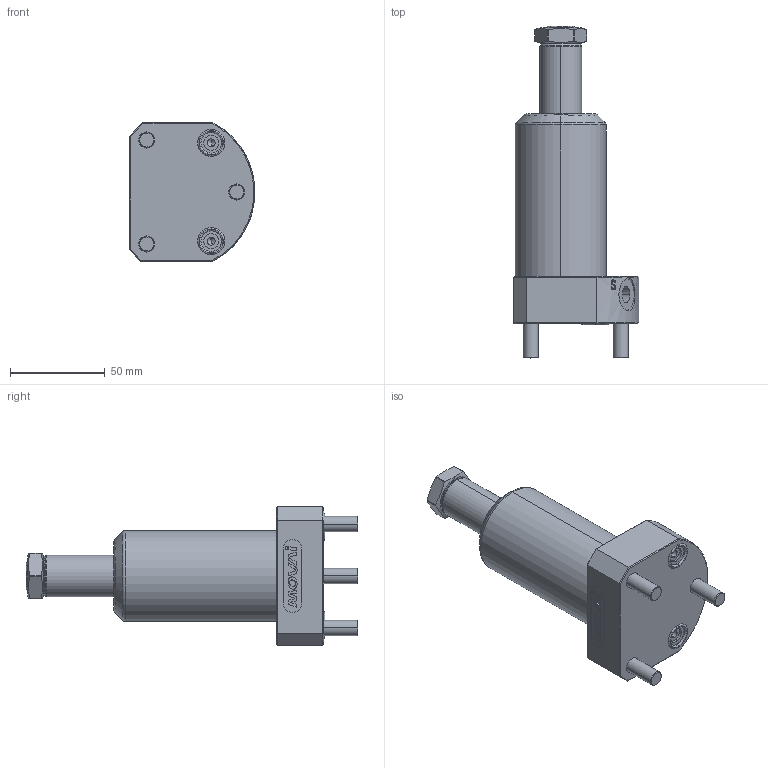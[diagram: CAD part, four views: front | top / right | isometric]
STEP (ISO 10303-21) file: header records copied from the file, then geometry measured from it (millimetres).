
FILE_DESCRIPTION (( 'STEP AP214' ), '1' );
FILE_NAME ('MVI-FI322228-60E.step', '2023-11-02T18:00:10', ( '' ), ( '' ), 'SwSTEP 2.0', 'SolidWorks 2020', '' );
FILE_SCHEMA (( 'AUTOMOTIVE_DESIGN' ));
Length unit declared in the file: millimetre
Products named in the file (1): MVI-FI322228-60E
Bounding box: 66.38 x 175.5 x 73.15 mm (x, y, z)
Volume: 256489.5 mm3; surface area: 45521.2 mm2
Topology: 6 solids, 8 shells, 301 faces, 684 edges, 424 vertices
Faces by surface type: plane 107, cylinder 87, cone 42, bspline 33, torus 32
Entity records: 14405 total; most frequent: CARTESIAN_POINT 6689, DIRECTION 1368, ORIENTED_EDGE 1352, EDGE_CURVE 676, AXIS2_PLACEMENT_3D 535, VERTEX_POINT 424, EDGE_LOOP 344, ADVANCED_FACE 301
